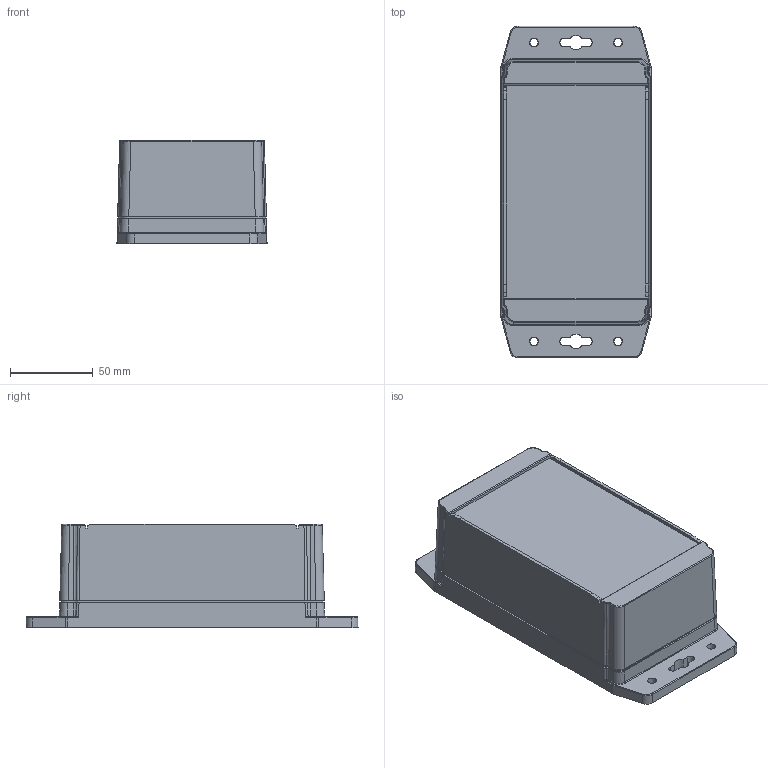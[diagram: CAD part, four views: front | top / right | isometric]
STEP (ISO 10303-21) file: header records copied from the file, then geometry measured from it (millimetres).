
FILE_DESCRIPTION(/* description */ (''),/* implementation_level */ '2;1');
FILE_NAME(/* name */ '1555JF42.iam.stp',/* time_stamp */ '2016-01-06T07:40:21-05:00',/* author */ ('rboehler'),/* organization */ (''),/* preprocessor_version */ 'ST-DEVELOPER v16.1',/* originating_system */ 'Autodesk Inventor 2016',/* authorisation */ '');
FILE_SCHEMA (('AUTOMOTIVE_DESIGN { 1 0 10303 214 3 1 1 }'));
Products named in the file (5): 1555JF LID; 1555JF42 BOX; SC576 (screw M4-0.7X 20mm PN); IN-M4 (insert M4-0.7X5.75mm SS); 1555JF42
Assembly tree (10 placements, depth 2):
  1555JF42
    1555JF LID
    1555JF42 BOX
    SC576 (screw M4-0.7X 20mm PN)  x4
    IN-M4 (insert M4-0.7X5.75mm SS)  x4
Bounding box: 90.79 x 200.79 x 62.5 mm (x, y, z)
Volume: 216888.4 mm3; surface area: 146363.8 mm2
Topology: 10 solids, 10 shells, 1337 faces, 3356 edges, 2112 vertices
Faces by surface type: plane 633, cylinder 226, cone 206, bspline 168, sphere 64, torus 40
Full cylindrical faces by diameter (mm): 3.251 x4, 3.43 x4, 3.5 x4, 3.88 x4, 5.334 x4, 5.537 x8, 6.35 x8, 7 x4
Entity records: 38803 total; most frequent: CARTESIAN_POINT 11137, ORIENTED_EDGE 5758, DIRECTION 5423, EDGE_CURVE 2879, AXIS2_PLACEMENT_3D 1910, VERTEX_POINT 1869, LINE 1603, VECTOR 1603
